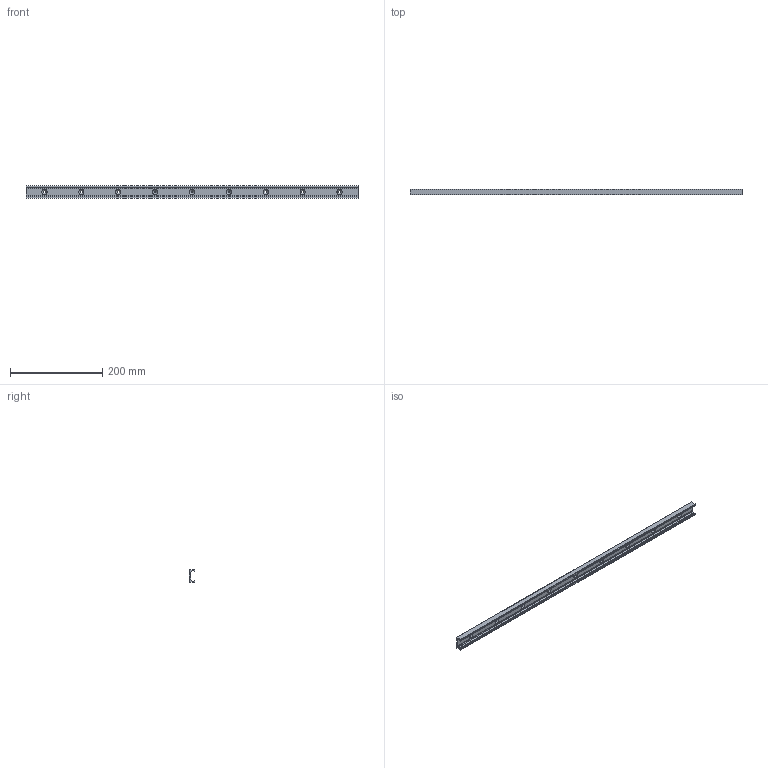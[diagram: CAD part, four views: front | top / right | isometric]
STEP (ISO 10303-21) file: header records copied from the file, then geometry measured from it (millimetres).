
FILE_DESCRIPTION((''),'2;1');
FILE_NAME('LCX 28H-0720.V.stp','2016-04-28T13:20:02',('MRathmann'),(''),'Autodesk Inventor 2012','Autodesk Inventor 2012','');
FILE_SCHEMA(('CONFIG_CONTROL_DESIGN'));
Length unit declared in the file: millimetre
Products named in the file (1): LCX 28H-0720.V
Bounding box: 720 x 12.3 x 28 mm (x, y, z)
Volume: 117006.4 mm3; surface area: 69618.3 mm2
Topology: 1 solids, 1 shells, 42 faces, 111 edges, 71 vertices
Faces by surface type: cylinder 20, plane 13, cone 9
Full cylindrical faces by diameter (mm): 5.5 x9
Entity records: 1284 total; most frequent: DIRECTION 228, CARTESIAN_POINT 207, ORIENTED_EDGE 186, EDGE_CURVE 93, AXIS2_PLACEMENT_3D 92, EDGE_LOOP 78, VERTEX_POINT 71, CIRCLE 49
